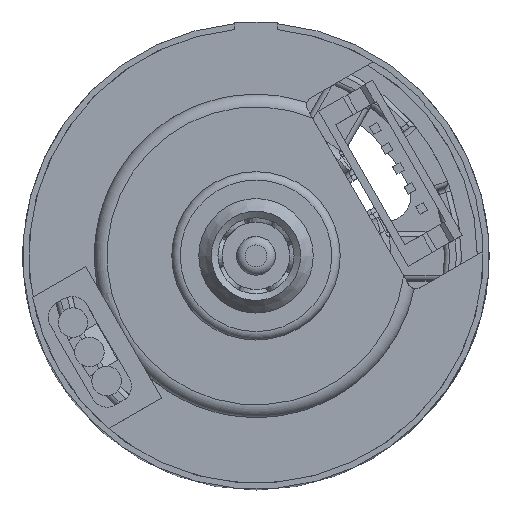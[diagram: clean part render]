
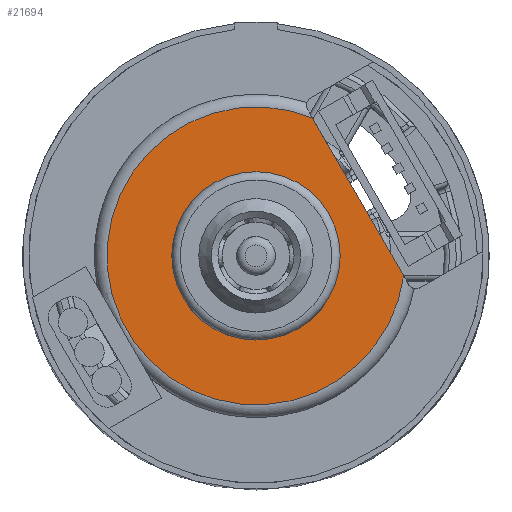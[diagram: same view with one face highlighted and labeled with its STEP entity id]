
A CAD part, top view. The second image highlights one B-rep face of the part: STEP entity #21694.
In plain terms, the highlighted planar face has unit normal (0, 0, 1).
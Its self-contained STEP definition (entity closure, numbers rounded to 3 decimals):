
#1245=LINE('',#32451,#2641);
#2641=VECTOR('',#25889,1000.);
#4016=PLANE('',#23261);
#4611=ORIENTED_EDGE('',*,*,#11426,.T.);
#4612=ORIENTED_EDGE('',*,*,#11466,.T.);
#4613=ORIENTED_EDGE('',*,*,#11476,.F.);
#11426=EDGE_CURVE('',#14875,#14874,#17062,.T.);
#11466=EDGE_CURVE('',#14874,#14875,#1245,.T.);
#11476=EDGE_CURVE('',#14906,#14906,#17078,.T.);
#14874=VERTEX_POINT('',#32355);
#14875=VERTEX_POINT('',#32357);
#14906=VERTEX_POINT('',#32471);
#17062=CIRCLE('',#23230,8.85);
#17078=CIRCLE('',#23262,5.);
#18270=EDGE_LOOP('',(#4611,#4612));
#18271=EDGE_LOOP('',(#4613));
#19726=FACE_BOUND('',#18270,.T.);
#19727=FACE_BOUND('',#18271,.T.);
#21694=ADVANCED_FACE('',(#19726,#19727),#4016,.F.);
#23230=AXIS2_PLACEMENT_3D('',#32356,#25822,#25823);
#23261=AXIS2_PLACEMENT_3D('',#32469,#25913,#25914);
#23262=AXIS2_PLACEMENT_3D('',#32470,#25915,#25916);
#25822=DIRECTION('',(0.,0.,1.));
#25823=DIRECTION('',(1.,0.,0.));
#25889=DIRECTION('',(-0.5,0.866,0.));
#25913=DIRECTION('',(0.,0.,-1.));
#25914=DIRECTION('',(-1.,0.,0.));
#25915=DIRECTION('',(0.,0.,1.));
#25916=DIRECTION('',(1.,0.,0.));
#32355=CARTESIAN_POINT('',(8.77,-1.19,17.9));
#32356=CARTESIAN_POINT('',(0.,0.,17.9));
#32357=CARTESIAN_POINT('',(3.355,8.19,17.9));
#32451=CARTESIAN_POINT('',(2.23,10.138,17.9));
#32469=CARTESIAN_POINT('',(0.,8.85,17.9));
#32470=CARTESIAN_POINT('',(0.,0.,17.9));
#32471=CARTESIAN_POINT('',(5.,0.,17.9));
